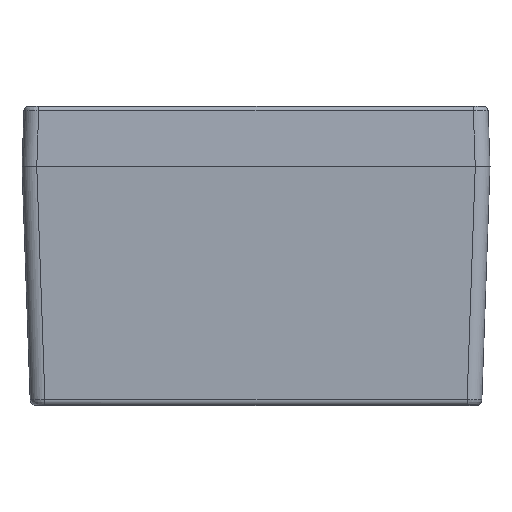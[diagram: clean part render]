
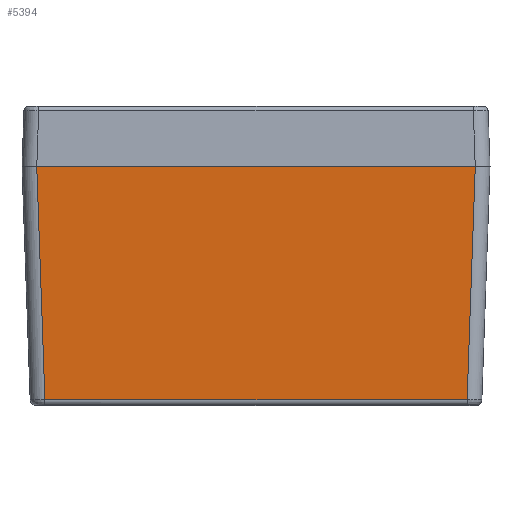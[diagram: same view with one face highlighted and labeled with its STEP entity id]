
A CAD part, front view. The second image highlights one B-rep face of the part: STEP entity #5394.
In plain terms, the highlighted planar face has unit normal (0, -0.999, -0.035).
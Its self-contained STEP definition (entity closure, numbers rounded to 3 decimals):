
#5287 = VERTEX_POINT ( 'NONE', #8625 ) ;
#5289 = EDGE_CURVE ( 'NONE', #5290, #5287, #8624, .T. ) ;
#5290 = VERTEX_POINT ( 'NONE', #8665 ) ;
#5342 = VERTEX_POINT ( 'NONE', #8696 ) ;
#5393 = EDGE_CURVE ( 'NONE', #5287, #5342, #8771, .T. ) ;
#5394 = ADVANCED_FACE ( 'NONE', ( #8767 ), #8766, .T. ) ;
#5395 = EDGE_LOOP ( 'NONE', ( #5396, #5397, #5398, #5401 ) ) ;
#5396 = ORIENTED_EDGE ( 'NONE', *, *, #5289, .T. ) ;
#5397 = ORIENTED_EDGE ( 'NONE', *, *, #5393, .T. ) ;
#5398 = ORIENTED_EDGE ( 'NONE', *, *, #5399, .F. ) ;
#5399 = EDGE_CURVE ( 'NONE', #5400, #5342, #8826, .T. ) ;
#5400 = VERTEX_POINT ( 'NONE', #8822 ) ;
#5401 = ORIENTED_EDGE ( 'NONE', *, *, #5402, .F. ) ;
#5402 = EDGE_CURVE ( 'NONE', #5290, #5400, #8821, .T. ) ;
#7883 = DIRECTION ( 'NONE',  ( -1., 0., 0. ) ) ;
#7884 = VECTOR ( 'NONE', #7883, 1000. ) ;
#8617 = CARTESIAN_POINT ( 'NONE',  ( -909.292, -2935.071, -10.763 ) ) ;
#8624 = LINE ( 'NONE', #8617, #7884 ) ;
#8625 = CARTESIAN_POINT ( 'NONE',  ( -904.295, -2935.071, -10.763 ) ) ;
#8665 = CARTESIAN_POINT ( 'NONE',  ( -755.789, -2935.071, -10.763 ) ) ;
#8696 = CARTESIAN_POINT ( 'NONE',  ( -901.534, -2932.31, -89.832 ) ) ;
#8762 = DIRECTION ( 'NONE',  ( 0., 0.035, -0.999 ) ) ;
#8763 = DIRECTION ( 'NONE',  ( 0., -0.999, -0.035 ) ) ;
#8764 = CARTESIAN_POINT ( 'NONE',  ( -909.292, -2935.071, -10.763 ) ) ;
#8765 = AXIS2_PLACEMENT_3D ( 'NONE', #8764, #8763, #8762 ) ;
#8766 = PLANE ( 'NONE',  #8765 ) ;
#8767 = FACE_OUTER_BOUND ( 'NONE', #5395, .T. ) ;
#8768 = DIRECTION ( 'NONE',  ( 0.035, 0.035, -0.999 ) ) ;
#8769 = VECTOR ( 'NONE', #8768, 1000. ) ;
#8770 = CARTESIAN_POINT ( 'NONE',  ( -904.295, -2935.071, -10.763 ) ) ;
#8771 = LINE ( 'NONE', #8770, #8769 ) ;
#8818 = DIRECTION ( 'NONE',  ( -0.035, 0.035, -0.999 ) ) ;
#8819 = VECTOR ( 'NONE', #8818, 1000. ) ;
#8820 = CARTESIAN_POINT ( 'NONE',  ( -755.879, -2934.98, -13.349 ) ) ;
#8821 = LINE ( 'NONE', #8820, #8819 ) ;
#8822 = CARTESIAN_POINT ( 'NONE',  ( -758.55, -2932.31, -89.832 ) ) ;
#8823 = DIRECTION ( 'NONE',  ( -1., 0., 0. ) ) ;
#8824 = VECTOR ( 'NONE', #8823, 1000. ) ;
#8825 = CARTESIAN_POINT ( 'NONE',  ( -869.667, -2932.31, -89.832 ) ) ;
#8826 = LINE ( 'NONE', #8825, #8824 ) ;
